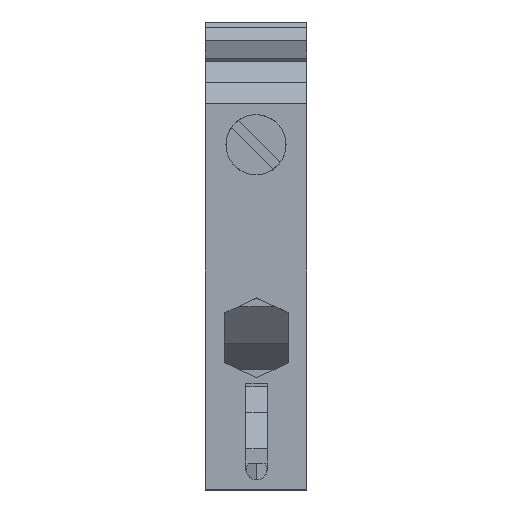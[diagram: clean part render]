
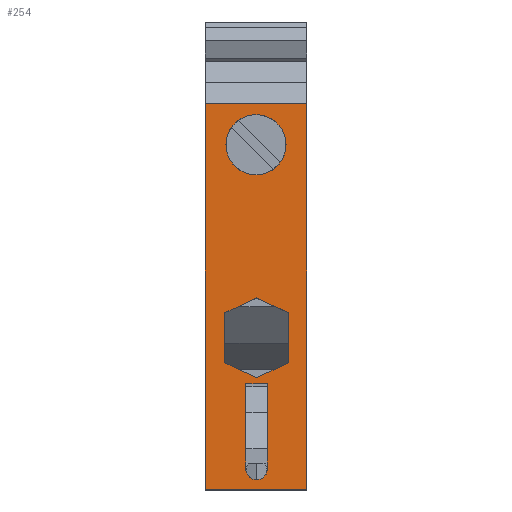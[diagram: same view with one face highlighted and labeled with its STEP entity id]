
A CAD part, top view. The second image highlights one B-rep face of the part: STEP entity #254.
In plain terms, the highlighted planar face has unit normal (0, 0, 1).
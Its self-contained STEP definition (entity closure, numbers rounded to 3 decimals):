
#254=ADVANCED_FACE('',(#608,#609,#610,#611),#612,.F.);
#608=FACE_OUTER_BOUND('',#1061,.T.);
#609=FACE_BOUND('',#1062,.T.);
#610=FACE_BOUND('',#1063,.T.);
#611=FACE_BOUND('',#1064,.T.);
#612=PLANE('',#1065);
#1061=EDGE_LOOP('',(#1861,#1862,#1863,#1864));
#1062=EDGE_LOOP('',(#1865,#1866,#1867,#1868,#1869));
#1063=EDGE_LOOP('',(#1870,#1871,#1872));
#1064=EDGE_LOOP('',(#1873,#1874,#1875,#1876,#1877,#1878));
#1065=AXIS2_PLACEMENT_3D('',#1879,#1880,#1881);
#1861=ORIENTED_EDGE('',*,*,#2980,.F.);
#1862=ORIENTED_EDGE('',*,*,#2887,.F.);
#1863=ORIENTED_EDGE('',*,*,#2977,.T.);
#1864=ORIENTED_EDGE('',*,*,#2901,.T.);
#1865=ORIENTED_EDGE('',*,*,#3061,.F.);
#1866=ORIENTED_EDGE('',*,*,#3062,.F.);
#1867=ORIENTED_EDGE('',*,*,#3063,.F.);
#1868=ORIENTED_EDGE('',*,*,#2828,.F.);
#1869=ORIENTED_EDGE('',*,*,#3064,.F.);
#1870=ORIENTED_EDGE('',*,*,#3065,.F.);
#1871=ORIENTED_EDGE('',*,*,#3066,.F.);
#1872=ORIENTED_EDGE('',*,*,#3067,.F.);
#1873=ORIENTED_EDGE('',*,*,#3068,.F.);
#1874=ORIENTED_EDGE('',*,*,#3069,.F.);
#1875=ORIENTED_EDGE('',*,*,#3070,.F.);
#1876=ORIENTED_EDGE('',*,*,#3071,.F.);
#1877=ORIENTED_EDGE('',*,*,#3072,.F.);
#1878=ORIENTED_EDGE('',*,*,#3073,.F.);
#1879=CARTESIAN_POINT('',(12.15,0.5,49.85));
#1880=DIRECTION('',(0.0,0.,-1.0));
#1881=DIRECTION('',(-1.0,0.,0.));
#2828=EDGE_CURVE('',#3408,#3411,#3412,.T.);
#2887=EDGE_CURVE('',#3522,#3524,#3525,.T.);
#2901=EDGE_CURVE('',#3551,#3549,#3552,.T.);
#2977=EDGE_CURVE('',#3522,#3551,#3682,.T.);
#2980=EDGE_CURVE('',#3524,#3549,#3685,.T.);
#3061=EDGE_CURVE('',#3798,#3799,#3800,.T.);
#3062=EDGE_CURVE('',#3801,#3798,#3802,.T.);
#3063=EDGE_CURVE('',#3411,#3801,#3803,.T.);
#3064=EDGE_CURVE('',#3799,#3408,#3804,.T.);
#3065=EDGE_CURVE('',#3805,#3806,#3807,.T.);
#3066=EDGE_CURVE('',#3808,#3805,#3809,.T.);
#3067=EDGE_CURVE('',#3806,#3808,#3810,.T.);
#3068=EDGE_CURVE('',#3811,#3812,#3813,.T.);
#3069=EDGE_CURVE('',#3814,#3811,#3815,.T.);
#3070=EDGE_CURVE('',#3816,#3814,#3817,.T.);
#3071=EDGE_CURVE('',#3818,#3816,#3819,.T.);
#3072=EDGE_CURVE('',#3820,#3818,#3821,.T.);
#3073=EDGE_CURVE('',#3812,#3820,#3822,.T.);
#3408=VERTEX_POINT('',#4257);
#3411=VERTEX_POINT('',#4261);
#3412=CIRCLE('',#4262,1.3);
#3522=VERTEX_POINT('',#4411);
#3524=VERTEX_POINT('',#4414);
#3525=LINE('',#4415,#4416);
#3549=VERTEX_POINT('',#4451);
#3551=VERTEX_POINT('',#4454);
#3552=LINE('',#4455,#4456);
#3682=LINE('',#4640,#4641);
#3685=LINE('',#4645,#4646);
#3798=VERTEX_POINT('',#4814);
#3799=VERTEX_POINT('',#4815);
#3800=LINE('',#4816,#4817);
#3801=VERTEX_POINT('',#4818);
#3802=LINE('',#4819,#4820);
#3803=LINE('',#4821,#4822);
#3804=CIRCLE('',#4823,1.3);
#3805=VERTEX_POINT('',#4824);
#3806=VERTEX_POINT('',#4825);
#3807=CIRCLE('',#4826,3.6);
#3808=VERTEX_POINT('',#4827);
#3809=CIRCLE('',#4828,3.6);
#3810=CIRCLE('',#4829,3.6);
#3811=VERTEX_POINT('',#4830);
#3812=VERTEX_POINT('',#4831);
#3813=LINE('',#4832,#4833);
#3814=VERTEX_POINT('',#4834);
#3815=LINE('',#4835,#4836);
#3816=VERTEX_POINT('',#4837);
#3817=LINE('',#4838,#4839);
#3818=VERTEX_POINT('',#4840);
#3819=LINE('',#4841,#4842);
#3820=VERTEX_POINT('',#4843);
#3821=LINE('',#4844,#4845);
#3822=LINE('',#4846,#4847);
#4257=CARTESIAN_POINT('',(6.15,1.125,49.85));
#4261=CARTESIAN_POINT('',(7.45,2.425,49.85));
#4262=AXIS2_PLACEMENT_3D('',#5441,#5442,#5443);
#4411=CARTESIAN_POINT('',(0.,0.,49.85));
#4414=CARTESIAN_POINT('',(0.,46.15,49.85));
#4415=CARTESIAN_POINT('',(0.,54.875,49.85));
#4416=VECTOR('',#5532,1.0);
#4451=CARTESIAN_POINT('',(12.15,46.15,49.85));
#4454=CARTESIAN_POINT('',(12.15,0.,49.85));
#4455=CARTESIAN_POINT('',(12.15,54.875,49.85));
#4456=VECTOR('',#5545,1.0);
#4640=CARTESIAN_POINT('',(12.15,0.,49.85));
#4641=VECTOR('',#5639,1.0);
#4645=CARTESIAN_POINT('',(12.15,46.15,49.85));
#4646=VECTOR('',#5641,1.0);
#4814=CARTESIAN_POINT('',(4.85,12.625,49.85));
#4815=CARTESIAN_POINT('',(4.85,2.425,49.85));
#4816=CARTESIAN_POINT('',(4.85,36.293,49.85));
#4817=VECTOR('',#5697,1.0);
#4818=CARTESIAN_POINT('',(7.45,12.625,49.85));
#4819=CARTESIAN_POINT('',(12.15,12.625,49.85));
#4820=VECTOR('',#5698,1.0);
#4821=CARTESIAN_POINT('',(7.45,36.293,49.85));
#4822=VECTOR('',#5699,1.0);
#4823=AXIS2_PLACEMENT_3D('',#5700,#5701,#5702);
#4824=CARTESIAN_POINT('',(6.075,37.65,49.85));
#4825=CARTESIAN_POINT('',(9.675,41.25,49.85));
#4826=AXIS2_PLACEMENT_3D('',#5703,#5704,#5705);
#4827=CARTESIAN_POINT('',(6.075,44.85,49.85));
#4828=AXIS2_PLACEMENT_3D('',#5706,#5707,#5708);
#4829=AXIS2_PLACEMENT_3D('',#5709,#5710,#5711);
#4830=CARTESIAN_POINT('',(6.15,13.349,49.85));
#4831=CARTESIAN_POINT('',(9.95,15.121,49.85));
#4832=CARTESIAN_POINT('',(12.15,16.147,49.85));
#4833=VECTOR('',#5712,1.0);
#4834=CARTESIAN_POINT('',(2.35,15.121,49.85));
#4835=CARTESIAN_POINT('',(12.15,10.552,49.85));
#4836=VECTOR('',#5713,1.0);
#4837=CARTESIAN_POINT('',(2.35,21.129,49.85));
#4838=CARTESIAN_POINT('',(2.35,36.293,49.85));
#4839=VECTOR('',#5714,1.0);
#4840=CARTESIAN_POINT('',(6.15,22.901,49.85));
#4841=CARTESIAN_POINT('',(12.15,25.698,49.85));
#4842=VECTOR('',#5715,1.0);
#4843=CARTESIAN_POINT('',(9.95,21.129,49.85));
#4844=CARTESIAN_POINT('',(12.15,20.103,49.85));
#4845=VECTOR('',#5716,1.0);
#4846=CARTESIAN_POINT('',(9.95,36.293,49.85));
#4847=VECTOR('',#5717,1.0);
#5441=CARTESIAN_POINT('',(6.15,2.425,49.85));
#5442=DIRECTION('',(0.0,0.,1.0));
#5443=DIRECTION('',(0.,-1.0,0.));
#5532=DIRECTION('',(0.,1.0,0.));
#5545=DIRECTION('',(0.,1.0,0.));
#5639=DIRECTION('',(1.0,0.,0.));
#5641=DIRECTION('',(1.0,0.,0.));
#5697=DIRECTION('',(0.,-1.0,0.));
#5698=DIRECTION('',(-1.0,0.,0.));
#5699=DIRECTION('',(0.,1.0,0.));
#5700=CARTESIAN_POINT('',(6.15,2.425,49.85));
#5701=DIRECTION('',(0.0,0.,1.0));
#5702=DIRECTION('',(0.,-1.0,0.));
#5703=CARTESIAN_POINT('',(6.075,41.25,49.85));
#5704=DIRECTION('',(0.0,0.,1.0));
#5705=DIRECTION('',(0.,1.0,0.));
#5706=CARTESIAN_POINT('',(6.075,41.25,49.85));
#5707=DIRECTION('',(0.0,0.,1.0));
#5708=DIRECTION('',(0.,1.0,0.));
#5709=CARTESIAN_POINT('',(6.075,41.25,49.85));
#5710=DIRECTION('',(0.0,0.,1.0));
#5711=DIRECTION('',(0.,1.0,0.));
#5712=DIRECTION('',(0.906,0.423,0.));
#5713=DIRECTION('',(0.906,-0.423,0.));
#5714=DIRECTION('',(0.,-1.0,0.));
#5715=DIRECTION('',(-0.906,-0.423,0.));
#5716=DIRECTION('',(-0.906,0.423,0.));
#5717=DIRECTION('',(0.,1.0,0.));
